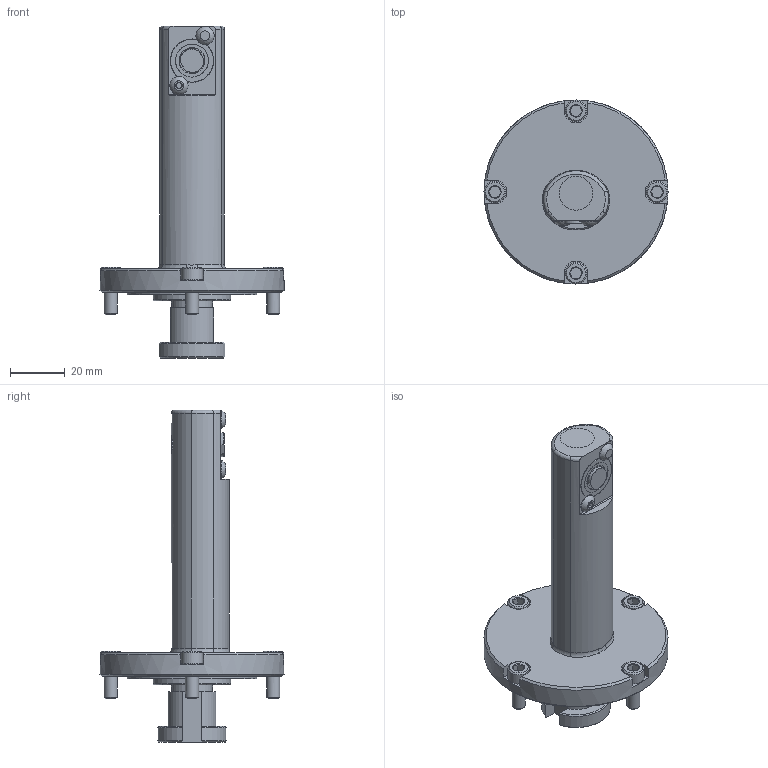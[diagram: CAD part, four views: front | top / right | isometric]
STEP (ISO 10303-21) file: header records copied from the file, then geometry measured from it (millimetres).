
FILE_DESCRIPTION (( 'STEP AP203' ), '1' );
FILE_NAME ('1DSTTL-D.STEP', '2015-05-30T17:44:58', ( '' ), ( '' ), 'SwSTEP 2.0', 'SolidWorks 2014', '' );
FILE_SCHEMA (( 'CONFIG_CONTROL_DESIGN' ));
Length unit declared in the file: inch
Products named in the file (1): 1DSTTL-D
Bounding box: 67.44 x 67.44 x 121.68 mm (x, y, z)
Volume: 74549.3 mm3; surface area: 18709.2 mm2
Topology: 1 solids, 1 shells, 198 faces, 438 edges, 265 vertices
Faces by surface type: plane 87, cone 56, cylinder 36, torus 16, sphere 2, bspline 1
Full cylindrical faces by diameter (mm): 3.505 x2, 4.826 x4, 6.655 x2, 7.925 x4, 9.525 x1, 12.065 x1, 15.062 x1, 15.875 x1, 28.575 x1, 47.625 x1, 67.437 x1
Entity records: 5604 total; most frequent: CARTESIAN_POINT 1443, DIRECTION 879, ORIENTED_EDGE 760, EDGE_CURVE 380, AXIS2_PLACEMENT_3D 369, EDGE_LOOP 264, VERTEX_POINT 246, FACE_OUTER_BOUND 221
